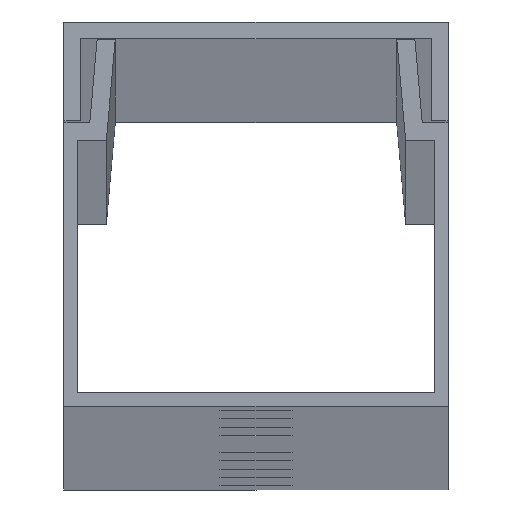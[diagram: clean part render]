
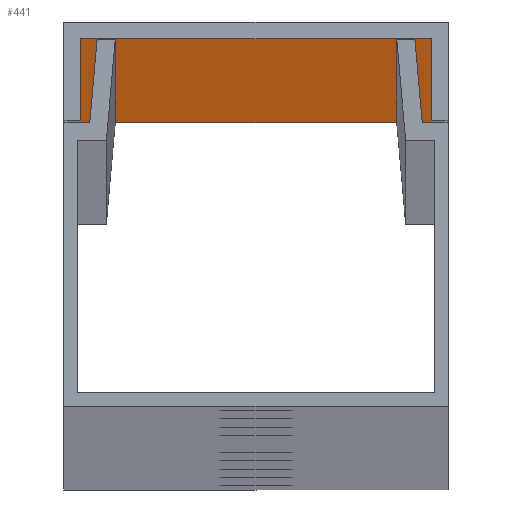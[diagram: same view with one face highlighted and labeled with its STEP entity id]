
A CAD part, top view. The second image highlights one B-rep face of the part: STEP entity #441.
In plain terms, the highlighted planar face has unit normal (0, -1, 0).
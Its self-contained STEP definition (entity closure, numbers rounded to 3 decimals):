
#14 = VERTEX_POINT ( 'NONE', #1193 ) ;
#20 = CARTESIAN_POINT ( 'NONE',  ( -7.3, 15.305, 1000. ) ) ;
#33 = DIRECTION ( 'NONE',  ( 0., 0., -1. ) ) ;
#51 = CARTESIAN_POINT ( 'NONE',  ( -7.3, 15.305, -1000. ) ) ;
#83 = VECTOR ( 'NONE', #219, 1000. ) ;
#88 = LINE ( 'NONE', #721, #83 ) ;
#136 = DIRECTION ( 'NONE',  ( 0., 0., -1. ) ) ;
#199 = LINE ( 'NONE', #788, #201 ) ;
#201 = VECTOR ( 'NONE', #33, 1000. ) ;
#219 = DIRECTION ( 'NONE',  ( 1., 0., 0. ) ) ;
#348 = EDGE_CURVE ( 'NONE', #1487, #14, #896, .T. ) ;
#441 = ADVANCED_FACE ( 'NONE', ( #780 ), #1386, .F. ) ;
#444 = DIRECTION ( 'NONE',  ( 0., 1., 0. ) ) ;
#524 = AXIS2_PLACEMENT_3D ( 'NONE', #20, #444, #560 ) ;
#560 = DIRECTION ( 'NONE',  ( 0., 0., 1. ) ) ;
#578 = CARTESIAN_POINT ( 'NONE',  ( 7.3, 15.305, 1000. ) ) ;
#662 = LINE ( 'NONE', #762, #1232 ) ;
#721 = CARTESIAN_POINT ( 'NONE',  ( -7.3, 15.305, 1000. ) ) ;
#762 = CARTESIAN_POINT ( 'NONE',  ( -7.3, 15.305, 1000. ) ) ;
#780 = FACE_OUTER_BOUND ( 'NONE', #1610, .T. ) ;
#788 = CARTESIAN_POINT ( 'NONE',  ( 7.3, 15.305, 1000. ) ) ;
#813 = DIRECTION ( 'NONE',  ( 1., 0., 0. ) ) ;
#856 = VERTEX_POINT ( 'NONE', #578 ) ;
#887 = VECTOR ( 'NONE', #813, 1000. ) ;
#896 = LINE ( 'NONE', #51, #887 ) ;
#1193 = CARTESIAN_POINT ( 'NONE',  ( 7.3, 15.305, -1000. ) ) ;
#1232 = VECTOR ( 'NONE', #136, 1000. ) ;
#1272 = VERTEX_POINT ( 'NONE', #1370 ) ;
#1302 = CARTESIAN_POINT ( 'NONE',  ( -7.3, 15.305, -1000. ) ) ;
#1318 = EDGE_CURVE ( 'NONE', #856, #14, #199, .T. ) ;
#1370 = CARTESIAN_POINT ( 'NONE',  ( -7.3, 15.305, 1000. ) ) ;
#1377 = ORIENTED_EDGE ( 'NONE', *, *, #1603, .T. ) ;
#1386 = PLANE ( 'NONE',  #524 ) ;
#1474 = EDGE_CURVE ( 'NONE', #1272, #856, #88, .T. ) ;
#1485 = ORIENTED_EDGE ( 'NONE', *, *, #1318, .F. ) ;
#1487 = VERTEX_POINT ( 'NONE', #1302 ) ;
#1565 = ORIENTED_EDGE ( 'NONE', *, *, #1474, .F. ) ;
#1583 = ORIENTED_EDGE ( 'NONE', *, *, #348, .T. ) ;
#1603 = EDGE_CURVE ( 'NONE', #1272, #1487, #662, .T. ) ;
#1610 = EDGE_LOOP ( 'NONE', ( #1583, #1485, #1565, #1377 ) ) ;
